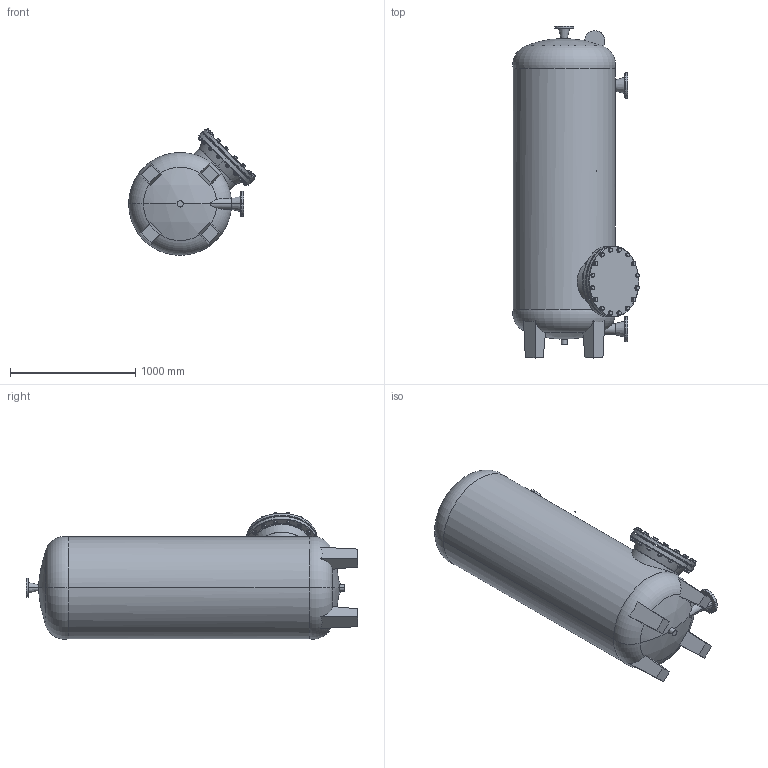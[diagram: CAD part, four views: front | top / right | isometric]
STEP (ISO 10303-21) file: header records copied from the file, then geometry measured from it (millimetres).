
FILE_DESCRIPTION (( 'STEP AP214' ), '1' );
FILE_NAME ('ozon_reactor_80c_.STEP', '2020-11-03T08:35:27', ( '' ), ( '' ), 'SwSTEP 2.0', 'SolidWorks 2019', '' );
FILE_SCHEMA (( 'AUTOMOTIVE_DESIGN' ));
Length unit declared in the file: millimetre
Products named in the file (1): ozon_reactor_80c_
Bounding box: 1009.45 x 2649.68 x 1009.33 mm (x, y, z)
Surface area: 8752750.4 mm2 (no closed solid volume)
Topology: 0 solids, 71 shells, 711 faces, 1720 edges, 1084 vertices
Faces by surface type: plane 293, cone 240, cylinder 130, torus 44, sphere 4
Entity records: 48641 total; most frequent: CARTESIAN_POINT 27438, ORIENTED_EDGE 3076, DIRECTION 1787, EDGE_CURVE 1720, B_SPLINE_CURVE_WITH_KNOTS 1509, VERTEX_POINT 1084, AXIS2_PLACEMENT_3D 864, EDGE_LOOP 760
